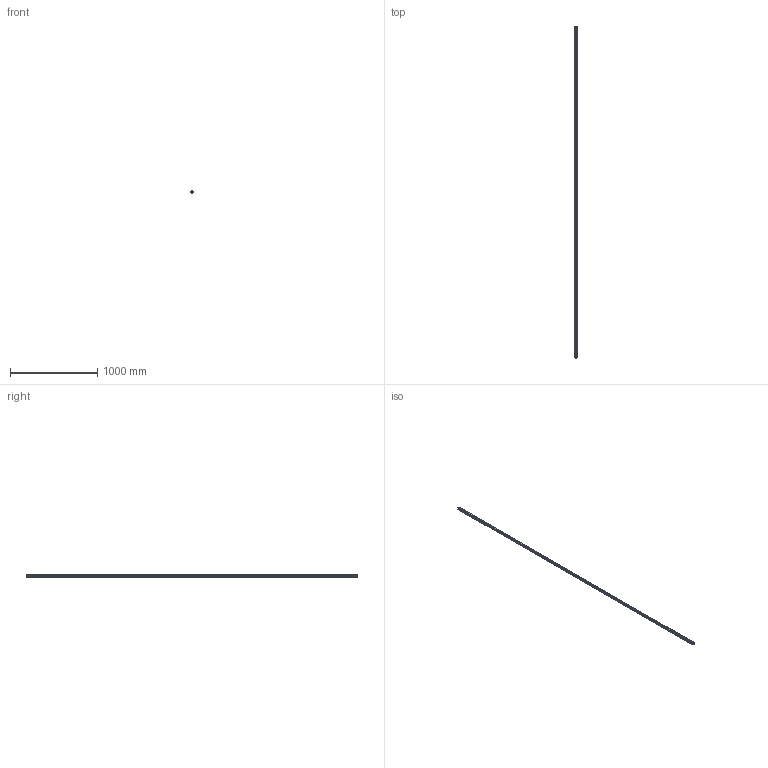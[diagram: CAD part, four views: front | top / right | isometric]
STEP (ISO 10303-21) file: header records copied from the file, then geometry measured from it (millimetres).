
FILE_DESCRIPTION(('STEP AP214'),'1');
FILE_NAME('cctmp_C0E7128D-47BF-442F-902F-421118BF80E6_2021_03_10_12_29_35_0109..stp','2021-03-10T11:29:35',('HIWIN GmbH'),('CADClick - www.CADClick.com'),'Spatial InterOp 3D',' ','unknown authorization');
FILE_SCHEMA(('AUTOMOTIVE_DESIGN'));
Length unit declared in the file: millimetre
Products named in the file (1): RGR25R3800H_FILE
Bounding box: 23 x 3800 x 23.6 mm (x, y, z)
Volume: 1523425.1 mm3; surface area: 471547.9 mm2
Topology: 1 solids, 1 shells, 1260 faces, 2619 edges, 1746 vertices
Faces by surface type: cylinder 780, plane 480
Entity records: 44347 total; most frequent: DIRECTION 6701, CARTESIAN_POINT 5626, ORIENTED_EDGE 5238, AXIS2_PLACEMENT_3D 2821, EDGE_CURVE 2619, VERTEX_POINT 1746, EDGE_LOOP 1645, CIRCLE 1560
